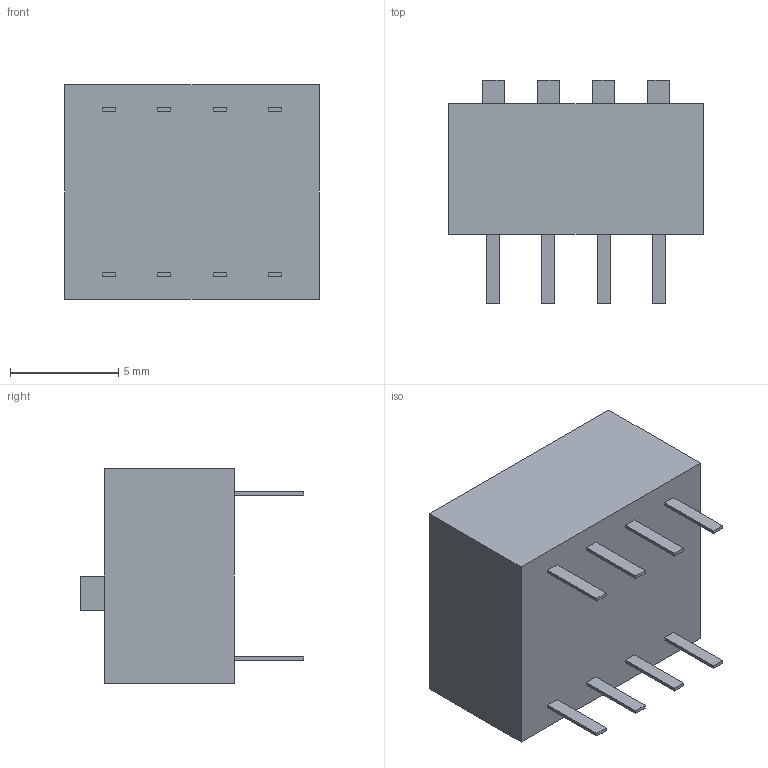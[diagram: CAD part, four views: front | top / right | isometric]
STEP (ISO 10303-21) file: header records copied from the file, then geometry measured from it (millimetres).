
FILE_DESCRIPTION(('STEP AP214'),'1');
FILE_NAME('19623.stp','2016-05-07T19:34:14',('TraceParts'),('TraceParts S.A.'),'Spatial InterOp 3D',' ',' ');
FILE_SCHEMA(('automotive_design'));
Length unit declared in the file: millimetre
Products named in the file (1): 1
Bounding box: 11.72 x 10.3 x 9.9 mm (x, y, z)
Volume: 695.6 mm3; surface area: 610.4 mm2
Topology: 1 solids, 1 shells, 86 faces, 204 edges, 136 vertices
Faces by surface type: plane 86
Entity records: 4832 total; most frequent: CARTESIAN_POINT 427, STYLED_ITEM 426, PRESENTATION_STYLE_ASSIGNMENT 426, COLOUR_RGB 426, ORIENTED_EDGE 408, DIRECTION 378, EDGE_CURVE 204, CURVE_STYLE 204
